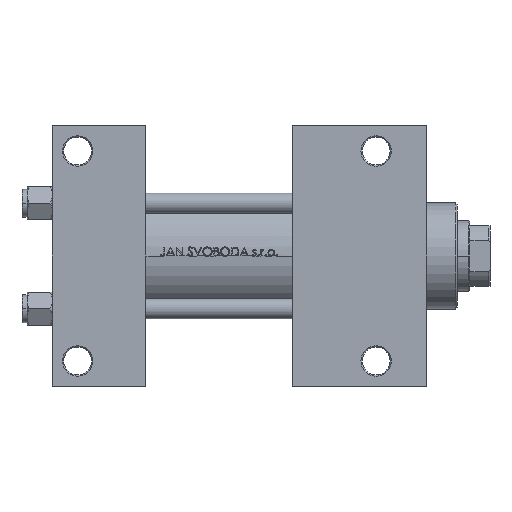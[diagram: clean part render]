
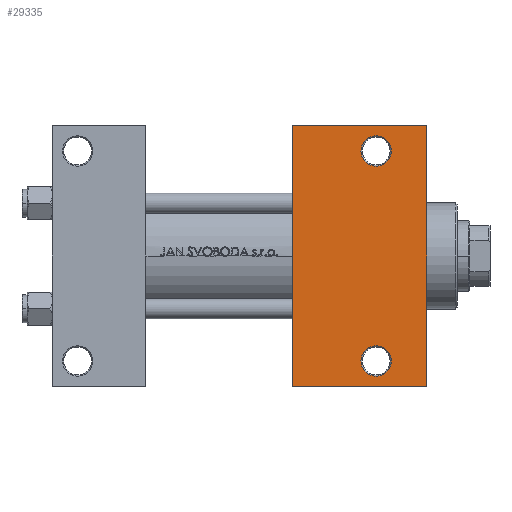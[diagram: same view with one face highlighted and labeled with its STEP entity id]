
A CAD part, front view. The second image highlights one B-rep face of the part: STEP entity #29335.
In plain terms, the highlighted face is planar.
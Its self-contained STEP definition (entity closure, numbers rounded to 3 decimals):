
#211 = AXIS2_PLACEMENT_3D ( 'NONE', #27167, #15465, #8691 ) ;
#1118 = CARTESIAN_POINT ( 'NONE',  ( 95., 30., -30. ) ) ;
#1491 = VECTOR ( 'NONE', #25900, 1000. ) ;
#4312 = VERTEX_POINT ( 'NONE', #6508 ) ;
#4535 = EDGE_CURVE ( 'NONE', #45198, #5048, #39066, .T. ) ;
#5048 = VERTEX_POINT ( 'NONE', #42137 ) ;
#5985 = VECTOR ( 'NONE', #36754, 1000. ) ;
#6015 = ORIENTED_EDGE ( 'NONE', *, *, #9041, .T. ) ;
#6348 = VERTEX_POINT ( 'NONE', #35808 ) ;
#6508 = CARTESIAN_POINT ( 'NONE',  ( 148., 51.5, -30. ) ) ;
#6697 = CARTESIAN_POINT ( 'NONE',  ( 148., 30., -30. ) ) ;
#7083 = ORIENTED_EDGE ( 'NONE', *, *, #4535, .F. ) ;
#7256 = CARTESIAN_POINT ( 'NONE',  ( 128., 41.5, -30. ) ) ;
#8310 = FACE_BOUND ( 'NONE', #34298, .T. ) ;
#8691 = DIRECTION ( 'NONE',  ( 0., 1., 0. ) ) ;
#9041 = EDGE_CURVE ( 'NONE', #40347, #26356, #31287, .T. ) ;
#9082 = ORIENTED_EDGE ( 'NONE', *, *, #43084, .T. ) ;
#10969 = CARTESIAN_POINT ( 'NONE',  ( 122., -41.5, -30. ) ) ;
#11599 = EDGE_CURVE ( 'NONE', #30854, #35789, #39330, .T. ) ;
#11837 = EDGE_LOOP ( 'NONE', ( #9082, #19192 ) ) ;
#12063 = DIRECTION ( 'NONE',  ( 0., 1., 0. ) ) ;
#13107 = DIRECTION ( 'NONE',  ( 0., 0., 1. ) ) ;
#15465 = DIRECTION ( 'NONE',  ( 0., 0., 1. ) ) ;
#15623 = DIRECTION ( 'NONE',  ( 0., -1., 0. ) ) ;
#16853 = DIRECTION ( 'NONE',  ( 0., 1., 0. ) ) ;
#17058 = CARTESIAN_POINT ( 'NONE',  ( 95., -51.5, -30. ) ) ;
#17310 = CIRCLE ( 'NONE', #45224, 6. ) ;
#19192 = ORIENTED_EDGE ( 'NONE', *, *, #11599, .T. ) ;
#19205 = DIRECTION ( 'NONE',  ( 0., 1., 0. ) ) ;
#19865 = ORIENTED_EDGE ( 'NONE', *, *, #34019, .T. ) ;
#20226 = ORIENTED_EDGE ( 'NONE', *, *, #46086, .T. ) ;
#20270 = PLANE ( 'NONE',  #38622 ) ;
#20706 = DIRECTION ( 'NONE',  ( 1., 0., 0. ) ) ;
#20708 = ORIENTED_EDGE ( 'NONE', *, *, #39436, .T. ) ;
#21874 = CARTESIAN_POINT ( 'NONE',  ( 134., -41.5, -30. ) ) ;
#22477 = DIRECTION ( 'NONE',  ( 0., 0., 1. ) ) ;
#23427 = ORIENTED_EDGE ( 'NONE', *, *, #43524, .T. ) ;
#24015 = FACE_BOUND ( 'NONE', #11837, .T. ) ;
#24816 = CARTESIAN_POINT ( 'NONE',  ( 128., -41.5, -30. ) ) ;
#25900 = DIRECTION ( 'NONE',  ( 0., -1., 0. ) ) ;
#26356 = VERTEX_POINT ( 'NONE', #21874 ) ;
#27167 = CARTESIAN_POINT ( 'NONE',  ( 128., -41.5, -30. ) ) ;
#28733 = VECTOR ( 'NONE', #15623, 1000. ) ;
#29335 = ADVANCED_FACE ( 'NONE', ( #24015, #8310, #34783 ), #20270, .T. ) ;
#30652 = CARTESIAN_POINT ( 'NONE',  ( 95., 51.5, -30. ) ) ;
#30854 = VERTEX_POINT ( 'NONE', #40440 ) ;
#31287 = CIRCLE ( 'NONE', #211, 6. ) ;
#32942 = AXIS2_PLACEMENT_3D ( 'NONE', #7256, #22477, #37705 ) ;
#34019 = EDGE_CURVE ( 'NONE', #6348, #5048, #43761, .T. ) ;
#34298 = EDGE_LOOP ( 'NONE', ( #6015, #23427 ) ) ;
#34783 = FACE_OUTER_BOUND ( 'NONE', #38874, .T. ) ;
#35260 = CARTESIAN_POINT ( 'NONE',  ( 148., 30., -30. ) ) ;
#35789 = VERTEX_POINT ( 'NONE', #49322 ) ;
#35808 = CARTESIAN_POINT ( 'NONE',  ( 148., -51.5, -30. ) ) ;
#36560 = CIRCLE ( 'NONE', #40557, 6. ) ;
#36754 = DIRECTION ( 'NONE',  ( -1., 0., 0. ) ) ;
#37705 = DIRECTION ( 'NONE',  ( 0., 1., 0. ) ) ;
#38622 = AXIS2_PLACEMENT_3D ( 'NONE', #35260, #46249, #12063 ) ;
#38874 = EDGE_LOOP ( 'NONE', ( #7083, #20708, #20226, #19865 ) ) ;
#39066 = LINE ( 'NONE', #1118, #28733 ) ;
#39330 = CIRCLE ( 'NONE', #32942, 6. ) ;
#39436 = EDGE_CURVE ( 'NONE', #45198, #4312, #47403, .T. ) ;
#40347 = VERTEX_POINT ( 'NONE', #10969 ) ;
#40440 = CARTESIAN_POINT ( 'NONE',  ( 134., 41.5, -30. ) ) ;
#40557 = AXIS2_PLACEMENT_3D ( 'NONE', #45893, #41670, #19205 ) ;
#40644 = LINE ( 'NONE', #6697, #1491 ) ;
#41670 = DIRECTION ( 'NONE',  ( 0., 0., 1. ) ) ;
#42137 = CARTESIAN_POINT ( 'NONE',  ( 95., -51.5, -30. ) ) ;
#43084 = EDGE_CURVE ( 'NONE', #35789, #30854, #36560, .T. ) ;
#43524 = EDGE_CURVE ( 'NONE', #26356, #40347, #17310, .T. ) ;
#43761 = LINE ( 'NONE', #17058, #5985 ) ;
#45198 = VERTEX_POINT ( 'NONE', #30652 ) ;
#45224 = AXIS2_PLACEMENT_3D ( 'NONE', #24816, #13107, #16853 ) ;
#45893 = CARTESIAN_POINT ( 'NONE',  ( 128., 41.5, -30. ) ) ;
#46086 = EDGE_CURVE ( 'NONE', #4312, #6348, #40644, .T. ) ;
#46249 = DIRECTION ( 'NONE',  ( 0., 0., -1. ) ) ;
#46684 = CARTESIAN_POINT ( 'NONE',  ( 95., 51.5, -30. ) ) ;
#47403 = LINE ( 'NONE', #46684, #48413 ) ;
#48413 = VECTOR ( 'NONE', #20706, 1000. ) ;
#49322 = CARTESIAN_POINT ( 'NONE',  ( 122., 41.5, -30. ) ) ;
